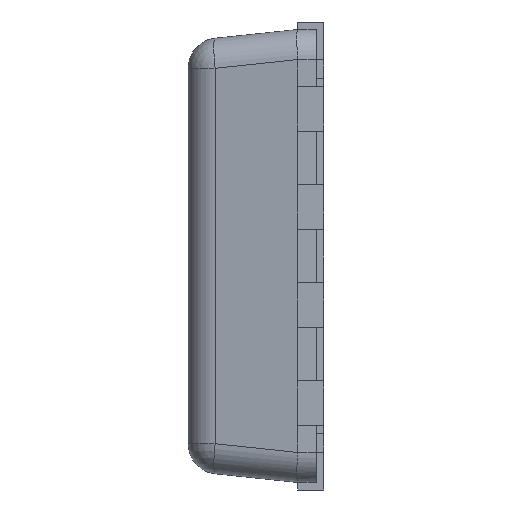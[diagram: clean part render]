
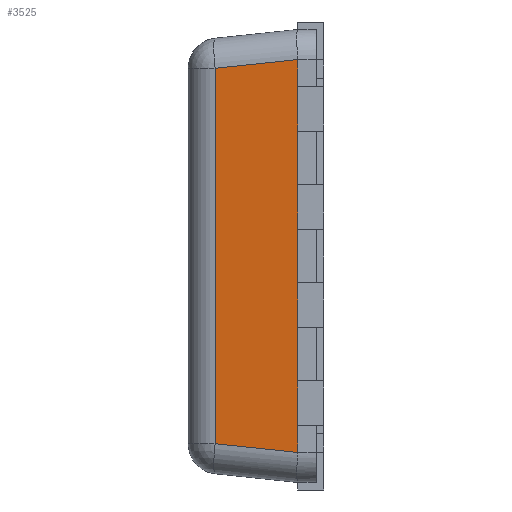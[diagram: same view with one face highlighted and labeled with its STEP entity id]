
A CAD part, left-side view. The second image highlights one B-rep face of the part: STEP entity #3525.
In plain terms, the highlighted planar face has unit normal (-0.995, 0.104, 0).
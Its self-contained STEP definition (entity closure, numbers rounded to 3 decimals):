
#92 = DIRECTION ( 'NONE',  ( 0., 0., -1. ) ) ;
#93 = EDGE_CURVE ( 'NONE', #3537, #2703, #2359, .T. ) ;
#155 = FACE_OUTER_BOUND ( 'NONE', #275, .T. ) ;
#156 = CARTESIAN_POINT ( 'NONE',  ( -1.5, 0.175, -1.5 ) ) ;
#172 = CARTESIAN_POINT ( 'NONE',  ( -1.5, 0.175, -0.177 ) ) ;
#235 =( BOUNDED_CURVE ( )  B_SPLINE_CURVE ( 3, ( #288, #812, #4991, #5128 ),
 .UNSPECIFIED., .F., .F. ) 
 B_SPLINE_CURVE_WITH_KNOTS ( ( 4, 4 ),
 ( 0., 0.005 ),
 .UNSPECIFIED. ) 
 CURVE ( )  GEOMETRIC_REPRESENTATION_ITEM ( )  RATIONAL_B_SPLINE_CURVE ( ( 1., 1., 1., 1. ) ) 
 REPRESENTATION_ITEM ( '' )  );
#275 = EDGE_LOOP ( 'NONE', ( #2753, #4071, #3287, #2306, #4465, #4530, #5132, #4890, #703, #4365, #3189, #4995, #4868, #975 ) ) ;
#280 = CARTESIAN_POINT ( 'NONE',  ( -1.5, 0.175, -0.827 ) ) ;
#282 = VECTOR ( 'NONE', #1215, 1000. ) ;
#288 = CARTESIAN_POINT ( 'NONE',  ( -1.5, 0.175, 1.3 ) ) ;
#298 = EDGE_CURVE ( 'NONE', #4354, #3537, #4248, .T. ) ;
#317 = LINE ( 'NONE', #156, #3906 ) ;
#360 = CARTESIAN_POINT ( 'NONE',  ( -1.5, 0.175, -1.5 ) ) ;
#403 = CARTESIAN_POINT ( 'NONE',  ( -1.47, 0.463, 1.271 ) ) ;
#408 = LINE ( 'NONE', #1599, #3908 ) ;
#593 = VECTOR ( 'NONE', #2038, 1000. ) ;
#604 = LINE ( 'NONE', #403, #4097 ) ;
#621 = VERTEX_POINT ( 'NONE', #2875 ) ;
#703 = ORIENTED_EDGE ( 'NONE', *, *, #4914, .T. ) ;
#812 = CARTESIAN_POINT ( 'NONE',  ( -1.5, 0.175, 1.3 ) ) ;
#816 = DIRECTION ( 'NONE',  ( 0., 0., 1. ) ) ;
#868 = EDGE_CURVE ( 'NONE', #3959, #1154, #2886, .T. ) ;
#975 = ORIENTED_EDGE ( 'NONE', *, *, #868, .T. ) ;
#1039 = EDGE_CURVE ( 'NONE', #3219, #1634, #4930, .T. ) ;
#1154 = VERTEX_POINT ( 'NONE', #5168 ) ;
#1208 = CARTESIAN_POINT ( 'NONE',  ( -1.5, 0.175, -1.5 ) ) ;
#1215 = DIRECTION ( 'NONE',  ( -0.104, -0.989, -0.104 ) ) ;
#1216 = LINE ( 'NONE', #1208, #3101 ) ;
#1271 = LINE ( 'NONE', #2410, #2896 ) ;
#1375 = DIRECTION ( 'NONE',  ( 0.104, 0.989, -0.104 ) ) ;
#1419 = CARTESIAN_POINT ( 'NONE',  ( -1.5, 0.175, -1.5 ) ) ;
#1434 =( BOUNDED_CURVE ( )  B_SPLINE_CURVE ( 3, ( #1779, #2706, #3600, #3031 ),
 .UNSPECIFIED., .F., .F. ) 
 B_SPLINE_CURVE_WITH_KNOTS ( ( 4, 4 ),
 ( 6.278, 6.283 ),
 .UNSPECIFIED. ) 
 CURVE ( )  GEOMETRIC_REPRESENTATION_ITEM ( )  RATIONAL_B_SPLINE_CURVE ( ( 1., 1., 1., 1. ) ) 
 REPRESENTATION_ITEM ( '' )  );
#1445 = CARTESIAN_POINT ( 'NONE',  ( -1.5, 0.175, 0.178 ) ) ;
#1514 = EDGE_CURVE ( 'NONE', #2703, #3219, #408, .T. ) ;
#1535 = EDGE_CURVE ( 'NONE', #1154, #621, #3925, .T. ) ;
#1599 = CARTESIAN_POINT ( 'NONE',  ( -1.5, 0.175, -1.5 ) ) ;
#1600 = CARTESIAN_POINT ( 'NONE',  ( -1.5, 0.175, -1.5 ) ) ;
#1630 = DIRECTION ( 'NONE',  ( -0.105, -0.995, 0. ) ) ;
#1634 = VERTEX_POINT ( 'NONE', #1445 ) ;
#1731 = CARTESIAN_POINT ( 'NONE',  ( -1.5, 0.175, 0.828 ) ) ;
#1752 = CARTESIAN_POINT ( 'NONE',  ( -1.443, 0.721, 1.244 ) ) ;
#1779 = CARTESIAN_POINT ( 'NONE',  ( -1.5, 0.175, -1.301 ) ) ;
#1901 = DIRECTION ( 'NONE',  ( 0., 0., 1. ) ) ;
#1924 = VERTEX_POINT ( 'NONE', #3077 ) ;
#1969 = DIRECTION ( 'NONE',  ( 0., 0., 1. ) ) ;
#2036 = DIRECTION ( 'NONE',  ( 0., 0., 1. ) ) ;
#2038 = DIRECTION ( 'NONE',  ( 0., 0., 1. ) ) ;
#2065 = VECTOR ( 'NONE', #816, 1000. ) ;
#2169 = CARTESIAN_POINT ( 'NONE',  ( -1.443, 0.721, -1.424 ) ) ;
#2306 = ORIENTED_EDGE ( 'NONE', *, *, #298, .T. ) ;
#2359 = LINE ( 'NONE', #1419, #4211 ) ;
#2366 = PLANE ( 'NONE',  #4932 ) ;
#2394 = EDGE_CURVE ( 'NONE', #1924, #4147, #1216, .T. ) ;
#2410 = CARTESIAN_POINT ( 'NONE',  ( -1.5, 0.175, -1.5 ) ) ;
#2535 = CARTESIAN_POINT ( 'NONE',  ( -1.5, 0.175, -1.5 ) ) ;
#2572 = EDGE_CURVE ( 'NONE', #3018, #1924, #1271, .T. ) ;
#2633 = EDGE_CURVE ( 'NONE', #4147, #5276, #235, .T. ) ;
#2703 = VERTEX_POINT ( 'NONE', #5479 ) ;
#2706 = CARTESIAN_POINT ( 'NONE',  ( -1.5, 0.175, -1.301 ) ) ;
#2753 = ORIENTED_EDGE ( 'NONE', *, *, #1535, .T. ) ;
#2789 = CARTESIAN_POINT ( 'NONE',  ( -1.5, 0.175, 0.473 ) ) ;
#2797 = DIRECTION ( 'NONE',  ( 0., 0., 1. ) ) ;
#2858 = VECTOR ( 'NONE', #92, 1000. ) ;
#2875 = CARTESIAN_POINT ( 'NONE',  ( -1.5, 0.175, -1.301 ) ) ;
#2882 = VERTEX_POINT ( 'NONE', #4711 ) ;
#2886 = LINE ( 'NONE', #2169, #2858 ) ;
#2896 = VECTOR ( 'NONE', #1969, 1000. ) ;
#3018 = VERTEX_POINT ( 'NONE', #1731 ) ;
#3031 = CARTESIAN_POINT ( 'NONE',  ( -1.5, 0.175, -1.3 ) ) ;
#3077 = CARTESIAN_POINT ( 'NONE',  ( -1.5, 0.175, 1.123 ) ) ;
#3101 = VECTOR ( 'NONE', #3772, 1000. ) ;
#3118 = VERTEX_POINT ( 'NONE', #2789 ) ;
#3120 = DIRECTION ( 'NONE',  ( 0., 0., 1. ) ) ;
#3189 = ORIENTED_EDGE ( 'NONE', *, *, #2394, .T. ) ;
#3219 = VERTEX_POINT ( 'NONE', #172 ) ;
#3287 = ORIENTED_EDGE ( 'NONE', *, *, #3793, .T. ) ;
#3354 = DIRECTION ( 'NONE',  ( -0.995, 0.105, 0. ) ) ;
#3525 = ADVANCED_FACE ( 'NONE', ( #155 ), #2366, .T. ) ;
#3537 = VERTEX_POINT ( 'NONE', #280 ) ;
#3600 = CARTESIAN_POINT ( 'NONE',  ( -1.5, 0.175, -1.3 ) ) ;
#3688 = EDGE_CURVE ( 'NONE', #1634, #3118, #3945, .T. ) ;
#3719 = CARTESIAN_POINT ( 'NONE',  ( -1.502, 0.155, -1.303 ) ) ;
#3772 = DIRECTION ( 'NONE',  ( 0., 0., 1. ) ) ;
#3793 = EDGE_CURVE ( 'NONE', #2882, #4354, #317, .T. ) ;
#3906 = VECTOR ( 'NONE', #4903, 1000. ) ;
#3908 = VECTOR ( 'NONE', #2797, 1000. ) ;
#3925 = LINE ( 'NONE', #3719, #282 ) ;
#3945 = LINE ( 'NONE', #360, #2065 ) ;
#3959 = VERTEX_POINT ( 'NONE', #1752 ) ;
#4034 = EDGE_CURVE ( 'NONE', #621, #2882, #1434, .T. ) ;
#4071 = ORIENTED_EDGE ( 'NONE', *, *, #4034, .T. ) ;
#4097 = VECTOR ( 'NONE', #1375, 1000. ) ;
#4147 = VERTEX_POINT ( 'NONE', #4824 ) ;
#4189 = CARTESIAN_POINT ( 'NONE',  ( -1.5, 0.175, 1.301 ) ) ;
#4211 = VECTOR ( 'NONE', #3120, 1000. ) ;
#4248 = LINE ( 'NONE', #5167, #593 ) ;
#4354 = VERTEX_POINT ( 'NONE', #5493 ) ;
#4365 = ORIENTED_EDGE ( 'NONE', *, *, #2572, .T. ) ;
#4465 = ORIENTED_EDGE ( 'NONE', *, *, #93, .T. ) ;
#4530 = ORIENTED_EDGE ( 'NONE', *, *, #1514, .T. ) ;
#4711 = CARTESIAN_POINT ( 'NONE',  ( -1.5, 0.175, -1.3 ) ) ;
#4824 = CARTESIAN_POINT ( 'NONE',  ( -1.5, 0.175, 1.3 ) ) ;
#4868 = ORIENTED_EDGE ( 'NONE', *, *, #5248, .T. ) ;
#4890 = ORIENTED_EDGE ( 'NONE', *, *, #3688, .T. ) ;
#4903 = DIRECTION ( 'NONE',  ( 0., 0., 1. ) ) ;
#4914 = EDGE_CURVE ( 'NONE', #3118, #3018, #4983, .T. ) ;
#4930 = LINE ( 'NONE', #1600, #5026 ) ;
#4932 = AXIS2_PLACEMENT_3D ( 'NONE', #5037, #3354, #1630 ) ;
#4951 = VECTOR ( 'NONE', #2036, 1000. ) ;
#4983 = LINE ( 'NONE', #2535, #4951 ) ;
#4991 = CARTESIAN_POINT ( 'NONE',  ( -1.5, 0.175, 1.301 ) ) ;
#4995 = ORIENTED_EDGE ( 'NONE', *, *, #2633, .T. ) ;
#5026 = VECTOR ( 'NONE', #1901, 1000. ) ;
#5037 = CARTESIAN_POINT ( 'NONE',  ( -1.5, 0.175, -1.5 ) ) ;
#5128 = CARTESIAN_POINT ( 'NONE',  ( -1.5, 0.175, 1.301 ) ) ;
#5132 = ORIENTED_EDGE ( 'NONE', *, *, #1039, .T. ) ;
#5167 = CARTESIAN_POINT ( 'NONE',  ( -1.5, 0.175, -1.5 ) ) ;
#5168 = CARTESIAN_POINT ( 'NONE',  ( -1.443, 0.721, -1.244 ) ) ;
#5248 = EDGE_CURVE ( 'NONE', #5276, #3959, #604, .T. ) ;
#5276 = VERTEX_POINT ( 'NONE', #4189 ) ;
#5479 = CARTESIAN_POINT ( 'NONE',  ( -1.5, 0.175, -0.472 ) ) ;
#5493 = CARTESIAN_POINT ( 'NONE',  ( -1.5, 0.175, -1.122 ) ) ;
